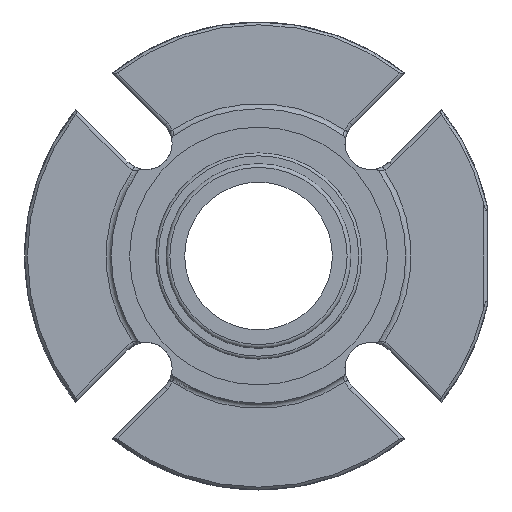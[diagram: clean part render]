
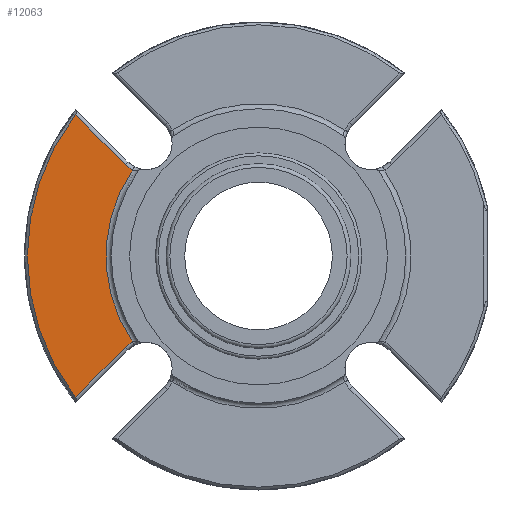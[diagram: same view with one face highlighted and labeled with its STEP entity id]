
A CAD part, left-side view. The second image highlights one B-rep face of the part: STEP entity #12063.
In plain terms, the highlighted planar face has unit normal (-1, 0, 0).
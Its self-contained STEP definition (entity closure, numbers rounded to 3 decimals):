
#563=LINE('',#20239,#1056);
#602=LINE('',#20543,#1095);
#1056=VECTOR('',#14267,1000.);
#1095=VECTOR('',#14436,1000.);
#1695=PLANE('',#12729);
#3452=ORIENTED_EDGE('',*,*,#5028,.T.);
#3453=ORIENTED_EDGE('',*,*,#5022,.F.);
#3454=ORIENTED_EDGE('',*,*,#5128,.T.);
#3455=ORIENTED_EDGE('',*,*,#5129,.T.);
#3456=ORIENTED_EDGE('',*,*,#5130,.T.);
#3457=ORIENTED_EDGE('',*,*,#5131,.T.);
#5022=EDGE_CURVE('',#5996,#5997,#6480,.T.);
#5028=EDGE_CURVE('',#6002,#5997,#563,.F.);
#5128=EDGE_CURVE('',#5996,#6071,#602,.F.);
#5129=EDGE_CURVE('',#6071,#6072,#6518,.F.);
#5130=EDGE_CURVE('',#6072,#6073,#6519,.F.);
#5131=EDGE_CURVE('',#6073,#6002,#6520,.F.);
#5996=VERTEX_POINT('',#20216);
#5997=VERTEX_POINT('',#20217);
#6002=VERTEX_POINT('',#20240);
#6071=VERTEX_POINT('',#20542);
#6072=VERTEX_POINT('',#20546);
#6073=VERTEX_POINT('',#20548);
#6480=CIRCLE('',#12661,62.611);
#6518=CIRCLE('',#12730,8.);
#6519=CIRCLE('',#12731,41.3);
#6520=CIRCLE('',#12732,8.);
#7052=EDGE_LOOP('',(#3452,#3453,#3454,#3455,#3456,#3457));
#7673=FACE_BOUND('',#7052,.T.);
#12063=ADVANCED_FACE('',(#7673),#1695,.T.);
#12661=AXIS2_PLACEMENT_3D('',#20215,#14260,#14261);
#12729=AXIS2_PLACEMENT_3D('',#20544,#14437,#14438);
#12730=AXIS2_PLACEMENT_3D('',#20545,#14439,#14440);
#12731=AXIS2_PLACEMENT_3D('',#20547,#14441,#14442);
#12732=AXIS2_PLACEMENT_3D('',#20549,#14443,#14444);
#14260=DIRECTION('',(1.,0.,0.));
#14261=DIRECTION('',(0.,0.,1.));
#14267=DIRECTION('',(0.,-0.707,-0.707));
#14436=DIRECTION('',(0.,0.707,-0.707));
#14437=DIRECTION('',(-1.,0.,0.));
#14438=DIRECTION('',(0.,-1.,0.));
#14439=DIRECTION('',(-1.,0.,0.));
#14440=DIRECTION('',(0.,-1.,0.));
#14441=DIRECTION('',(-1.,0.,0.));
#14442=DIRECTION('',(0.,-1.,0.));
#14443=DIRECTION('',(-1.,0.,0.));
#14444=DIRECTION('',(0.,-1.,0.));
#20215=CARTESIAN_POINT('',(1.016,0.,0.));
#20216=CARTESIAN_POINT('',(1.016,49.567,-38.253));
#20217=CARTESIAN_POINT('',(1.016,49.567,38.253));
#20239=CARTESIAN_POINT('',(1.016,50.996,39.682));
#20240=CARTESIAN_POINT('',(1.016,36.062,24.749));
#20542=CARTESIAN_POINT('',(1.016,36.062,-24.749));
#20543=CARTESIAN_POINT('',(1.016,36.062,-24.749));
#20544=CARTESIAN_POINT('',(1.016,39.8,0.));
#20545=CARTESIAN_POINT('',(1.016,30.406,-30.406));
#20546=CARTESIAN_POINT('',(1.016,34.095,-23.307));
#20547=CARTESIAN_POINT('',(1.016,0.,0.));
#20548=CARTESIAN_POINT('',(1.016,34.095,23.307));
#20549=CARTESIAN_POINT('',(1.016,30.406,30.406));
